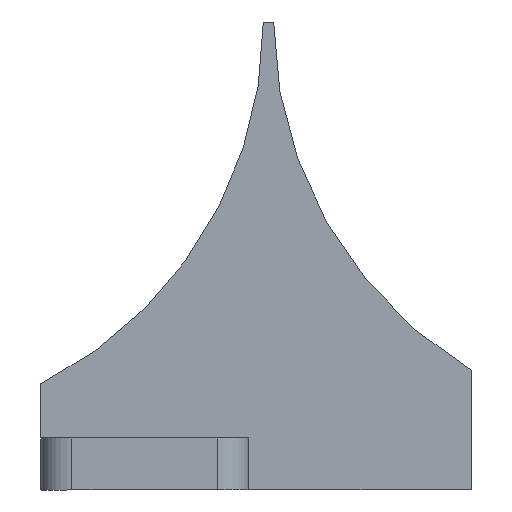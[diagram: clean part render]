
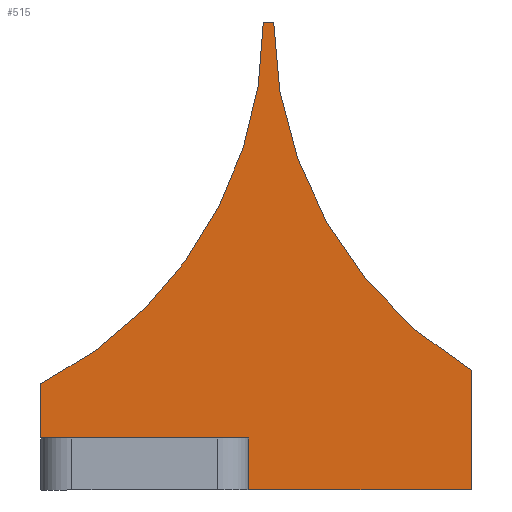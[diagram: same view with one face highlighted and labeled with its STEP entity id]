
A CAD part, left-side view. The second image highlights one B-rep face of the part: STEP entity #515.
In plain terms, the highlighted planar face has unit normal (-1, 0, 0).
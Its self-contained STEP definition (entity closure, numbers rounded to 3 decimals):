
#40=PLANE('',#568);
#58=FACE_OUTER_BOUND('',#88,.T.);
#88=EDGE_LOOP('',(#402,#403,#404,#405,#406,#407,#408,#409));
#115=LINE('',#778,#161);
#122=LINE('',#802,#168);
#131=LINE('',#823,#177);
#133=LINE('',#828,#179);
#134=LINE('',#830,#180);
#135=LINE('',#834,#181);
#161=VECTOR('',#619,10.);
#168=VECTOR('',#646,10.);
#177=VECTOR('',#663,10.);
#179=VECTOR('',#669,10.);
#180=VECTOR('',#670,10.);
#181=VECTOR('',#673,10.);
#215=CIRCLE('',#569,39.2);
#216=CIRCLE('',#570,39.);
#237=VERTEX_POINT('',#775);
#238=VERTEX_POINT('',#777);
#245=VERTEX_POINT('',#801);
#253=VERTEX_POINT('',#821);
#254=VERTEX_POINT('',#827);
#255=VERTEX_POINT('',#829);
#256=VERTEX_POINT('',#831);
#257=VERTEX_POINT('',#833);
#286=EDGE_CURVE('',#238,#237,#115,.T.);
#298=EDGE_CURVE('',#245,#238,#122,.T.);
#309=EDGE_CURVE('',#237,#253,#131,.T.);
#311=EDGE_CURVE('',#253,#254,#133,.T.);
#312=EDGE_CURVE('',#254,#255,#134,.T.);
#313=EDGE_CURVE('',#255,#256,#215,.T.);
#314=EDGE_CURVE('',#256,#257,#135,.T.);
#315=EDGE_CURVE('',#257,#245,#216,.T.);
#402=ORIENTED_EDGE('',*,*,#286,.T.);
#403=ORIENTED_EDGE('',*,*,#309,.T.);
#404=ORIENTED_EDGE('',*,*,#311,.T.);
#405=ORIENTED_EDGE('',*,*,#312,.T.);
#406=ORIENTED_EDGE('',*,*,#313,.T.);
#407=ORIENTED_EDGE('',*,*,#314,.T.);
#408=ORIENTED_EDGE('',*,*,#315,.T.);
#409=ORIENTED_EDGE('',*,*,#298,.T.);
#515=ADVANCED_FACE('',(#58),#40,.F.);
#568=AXIS2_PLACEMENT_3D('',#826,#667,#668);
#569=AXIS2_PLACEMENT_3D('',#832,#671,#672);
#570=AXIS2_PLACEMENT_3D('',#835,#674,#675);
#619=DIRECTION('',(0.,-1.,0.));
#646=DIRECTION('',(0.,0.,-1.));
#663=DIRECTION('',(0.,0.,-1.));
#667=DIRECTION('center_axis',(1.,0.,0.));
#668=DIRECTION('ref_axis',(0.,1.,0.));
#669=DIRECTION('',(0.,-1.,0.));
#670=DIRECTION('',(0.,0.,1.));
#671=DIRECTION('center_axis',(1.,0.,0.));
#672=DIRECTION('ref_axis',(0.,0.515,-0.857));
#673=DIRECTION('',(0.,1.,0.));
#674=DIRECTION('center_axis',(1.,0.,0.));
#675=DIRECTION('ref_axis',(0.,-1.,0.));
#775=CARTESIAN_POINT('',(-237.5,0.7,5.));
#777=CARTESIAN_POINT('',(-237.5,20.7,5.));
#778=CARTESIAN_POINT('',(-237.5,5.35,5.));
#801=CARTESIAN_POINT('',(-237.5,20.7,10.2));
#802=CARTESIAN_POINT('',(-237.5,20.7,0.));
#821=CARTESIAN_POINT('',(-237.5,0.7,0.));
#823=CARTESIAN_POINT('',(-237.5,0.7,11.25));
#826=CARTESIAN_POINT('Origin',(-237.5,0.,22.5));
#827=CARTESIAN_POINT('',(-237.5,-20.7,0.));
#828=CARTESIAN_POINT('',(-237.5,0.,0.));
#829=CARTESIAN_POINT('',(-237.5,-20.7,11.5));
#830=CARTESIAN_POINT('',(-237.5,-20.7,0.));
#831=CARTESIAN_POINT('',(-237.5,-1.7,45.));
#832=CARTESIAN_POINT('Origin',(-237.5,-40.9,45.095));
#833=CARTESIAN_POINT('',(-237.5,-0.7,45.));
#834=CARTESIAN_POINT('',(-237.5,-1.7,45.));
#835=CARTESIAN_POINT('Origin',(-237.5,38.3,45.003));
